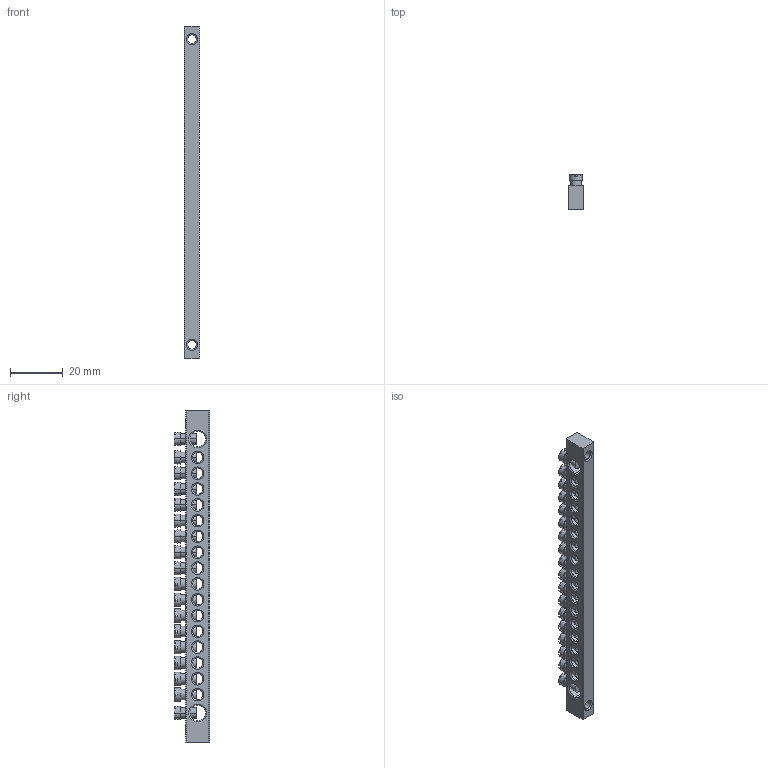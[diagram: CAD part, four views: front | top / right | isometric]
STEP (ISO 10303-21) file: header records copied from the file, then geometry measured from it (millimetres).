
FILE_DESCRIPTION (( 'STEP AP214' ), '1' );
FILE_NAME ('YNN11-18-100 Øèíà PEN çåìëÿ-íîëü 6õ9ìì 18_2 (18ãðóïïû_êðåï ïî êðàÿì) ÈÝÊ.STEP', '2016-08-24T13:24:16', ( 'user' ), ( '' ), 'SwSTEP 2.0', 'SolidWorks 2014', '' );
FILE_SCHEMA (( 'AUTOMOTIVE_DESIGN' ));
Length unit declared in the file: millimetre
Products named in the file (3): YNN11-18-100 Øèíà PEN çåìëÿ-íîëü 6õ9ìì 18_2 (18ãðóïïû_êðåï ïî êðàÿì) ÈÝÊ; Øèíà ÂõÍ n-2_6å9 18-2; Âèíò_Œ4
Assembly tree (19 placements, depth 2):
  YNN11-18-100 Øèíà PEN çåìëÿ-íîëü 6õ9ìì 18_2 (18ãðóïïû_êðåï ïî êðàÿì) ÈÝÊ
    Øèíà ÂõÍ n-2_6å9 18-2
    Âèíò_Œ4  x18
Bounding box: 6 x 13.3 x 126 mm (x, y, z)
Volume: 6589.1 mm3; surface area: 7922.6 mm2
Topology: 19 solids, 19 shells, 918 faces, 2474 edges, 1594 vertices
Faces by surface type: plane 568, cone 202, cylinder 148
Entity records: 8787 total; most frequent: CARTESIAN_POINT 2241, DIRECTION 1319, ORIENTED_EDGE 1170, EDGE_CURVE 585, AXIS2_PLACEMENT_3D 525, VERTEX_POINT 353, EDGE_LOOP 316, LINE 269
